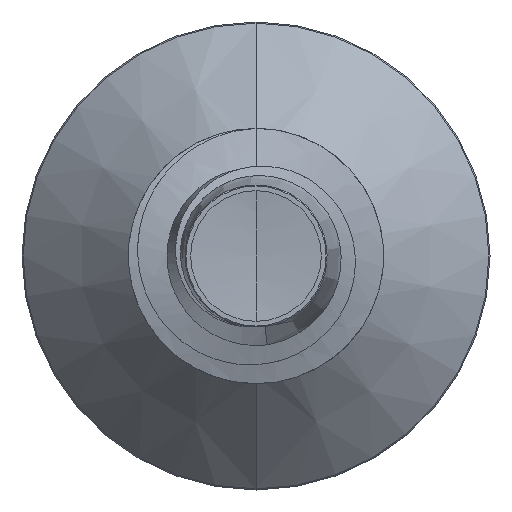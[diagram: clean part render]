
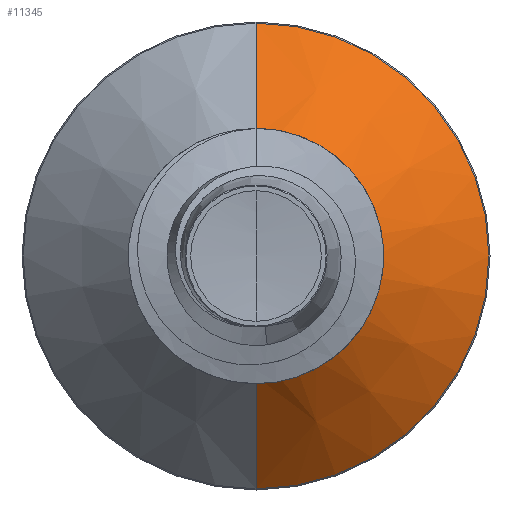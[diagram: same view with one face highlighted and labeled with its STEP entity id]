
A CAD part, front view. The second image highlights one B-rep face of the part: STEP entity #11345.
In plain terms, the highlighted conical face has half-angle 45 degrees and reference radius 1.414 mm.
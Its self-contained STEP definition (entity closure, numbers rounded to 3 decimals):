
#300 = EDGE_CURVE ( 'NONE', #4059, #4445, #8665, .T. ) ;
#732 = AXIS2_PLACEMENT_3D ( 'NONE', #12599, #12576, #12559 ) ;
#821 = EDGE_CURVE ( 'NONE', #1080, #4671, #10031, .T. ) ;
#1080 = VERTEX_POINT ( 'NONE', #6331 ) ;
#2029 = AXIS2_PLACEMENT_3D ( 'NONE', #11132, #11102, #11075 ) ;
#3159 = ORIENTED_EDGE ( 'NONE', *, *, #821, .T. ) ;
#4059 = VERTEX_POINT ( 'NONE', #6176 ) ;
#4296 = ORIENTED_EDGE ( 'NONE', *, *, #300, .F. ) ;
#4445 = VERTEX_POINT ( 'NONE', #4544 ) ;
#4475 = CONICAL_SURFACE ( 'NONE', #6907, 1.414, 0.785 ) ;
#4544 = CARTESIAN_POINT ( 'NONE',  ( 0., 5.437, 2.737 ) ) ;
#4671 = VERTEX_POINT ( 'NONE', #11911 ) ;
#5133 = FACE_OUTER_BOUND ( 'NONE', #11184, .T. ) ;
#5660 = CARTESIAN_POINT ( 'NONE',  ( 0., 4.114, -1.414 ) ) ;
#5669 = DIRECTION ( 'NONE',  ( 0., 0.707, -0.707 ) ) ;
#5743 = VECTOR ( 'NONE', #9857, 1000. ) ;
#6176 = CARTESIAN_POINT ( 'NONE',  ( 0., 4.114, 1.414 ) ) ;
#6331 = CARTESIAN_POINT ( 'NONE',  ( 0., 4.114, -1.414 ) ) ;
#6791 = CIRCLE ( 'NONE', #2029, 1.414 ) ;
#6907 = AXIS2_PLACEMENT_3D ( 'NONE', #9434, #9774, #9321 ) ;
#8665 = LINE ( 'NONE', #10513, #5743 ) ;
#9122 = EDGE_CURVE ( 'NONE', #4059, #1080, #6791, .T. ) ;
#9321 = DIRECTION ( 'NONE',  ( 0., 0., 1. ) ) ;
#9434 = CARTESIAN_POINT ( 'NONE',  ( 0., 4.114, 0. ) ) ;
#9774 = DIRECTION ( 'NONE',  ( 0., 1., 0. ) ) ;
#9857 = DIRECTION ( 'NONE',  ( 0., 0.707, 0.707 ) ) ;
#10031 = LINE ( 'NONE', #5660, #11833 ) ;
#10112 = ORIENTED_EDGE ( 'NONE', *, *, #9122, .T. ) ;
#10513 = CARTESIAN_POINT ( 'NONE',  ( 0., 4.114, 1.414 ) ) ;
#10906 = EDGE_CURVE ( 'NONE', #4445, #4671, #12388, .T. ) ;
#11075 = DIRECTION ( 'NONE',  ( 0., 0., 1. ) ) ;
#11102 = DIRECTION ( 'NONE',  ( 0., 1., 0. ) ) ;
#11132 = CARTESIAN_POINT ( 'NONE',  ( 0., 4.114, 0. ) ) ;
#11184 = EDGE_LOOP ( 'NONE', ( #10112, #3159, #12574, #4296 ) ) ;
#11345 = ADVANCED_FACE ( 'NONE', ( #5133 ), #4475, .T. ) ;
#11833 = VECTOR ( 'NONE', #5669, 1000. ) ;
#11911 = CARTESIAN_POINT ( 'NONE',  ( 0., 5.437, -2.737 ) ) ;
#12388 = CIRCLE ( 'NONE', #732, 2.737 ) ;
#12559 = DIRECTION ( 'NONE',  ( 0., 0., 1. ) ) ;
#12574 = ORIENTED_EDGE ( 'NONE', *, *, #10906, .F. ) ;
#12576 = DIRECTION ( 'NONE',  ( 0., 1., 0. ) ) ;
#12599 = CARTESIAN_POINT ( 'NONE',  ( 0., 5.437, 0. ) ) ;
